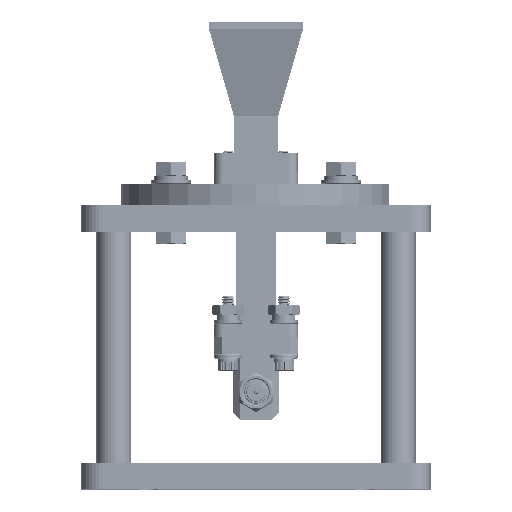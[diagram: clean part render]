
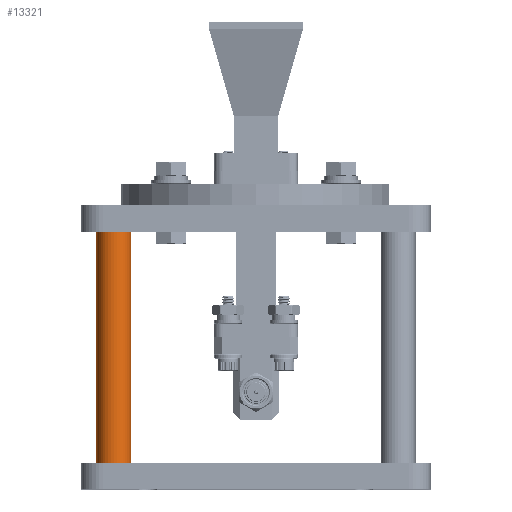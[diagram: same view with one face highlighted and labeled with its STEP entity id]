
A CAD part, top view. The second image highlights one B-rep face of the part: STEP entity #13321.
In plain terms, the highlighted cylindrical face has radius 4 mm (diameter 8 mm), a partial arc.
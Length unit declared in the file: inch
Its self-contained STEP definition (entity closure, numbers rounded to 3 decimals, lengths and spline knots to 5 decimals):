
#81 = CARTESIAN_POINT ( 'NONE',  ( 0.15748, 1.04331, 0. ) ) ;
#193 = VERTEX_POINT ( 'NONE', #81 ) ;
#771 = AXIS2_PLACEMENT_3D ( 'NONE', #11541, #40388, #7981 ) ;
#2245 = CARTESIAN_POINT ( 'NONE',  ( 0.15748, -1.04331, 0. ) ) ;
#4395 = LINE ( 'NONE', #41018, #6021 ) ;
#6021 = VECTOR ( 'NONE', #44777, 39.37008 ) ;
#7022 = EDGE_CURVE ( 'NONE', #15843, #12128, #41359, .T. ) ;
#7586 = CIRCLE ( 'NONE', #12878, 0.15748 ) ;
#7981 = DIRECTION ( 'NONE',  ( 1., 0., 0. ) ) ;
#9146 = EDGE_CURVE ( 'NONE', #193, #15843, #15044, .T. ) ;
#10793 = CARTESIAN_POINT ( 'NONE',  ( 0., 1.04331, 0. ) ) ;
#11314 = CARTESIAN_POINT ( 'NONE',  ( -0.15748, 1.04331, 0. ) ) ;
#11541 = CARTESIAN_POINT ( 'NONE',  ( 0., -1.04331, 0. ) ) ;
#12128 = VERTEX_POINT ( 'NONE', #26458 ) ;
#12620 = EDGE_CURVE ( 'NONE', #13281, #12128, #4395, .T. ) ;
#12878 = AXIS2_PLACEMENT_3D ( 'NONE', #10793, #43407, #31864 ) ;
#13281 = VERTEX_POINT ( 'NONE', #11314 ) ;
#13321 = ADVANCED_FACE ( 'NONE', ( #43923 ), #28835, .T. ) ;
#15044 = LINE ( 'NONE', #44087, #18834 ) ;
#15843 = VERTEX_POINT ( 'NONE', #2245 ) ;
#16417 = ORIENTED_EDGE ( 'NONE', *, *, #12620, .T. ) ;
#16446 = AXIS2_PLACEMENT_3D ( 'NONE', #22628, #32784, #29481 ) ;
#17056 = ORIENTED_EDGE ( 'NONE', *, *, #7022, .F. ) ;
#18834 = VECTOR ( 'NONE', #33242, 39.37008 ) ;
#22628 = CARTESIAN_POINT ( 'NONE',  ( 0., -1.04331, 0. ) ) ;
#24601 = EDGE_CURVE ( 'NONE', #193, #13281, #7586, .T. ) ;
#26458 = CARTESIAN_POINT ( 'NONE',  ( -0.15748, -1.04331, 0. ) ) ;
#28835 = CYLINDRICAL_SURFACE ( 'NONE', #771, 0.15748 ) ;
#29481 = DIRECTION ( 'NONE',  ( 1., 0., 0. ) ) ;
#30618 = ORIENTED_EDGE ( 'NONE', *, *, #9146, .F. ) ;
#31864 = DIRECTION ( 'NONE',  ( 1., 0., 0. ) ) ;
#32784 = DIRECTION ( 'NONE',  ( 0., -1., 0. ) ) ;
#33242 = DIRECTION ( 'NONE',  ( 0., -1., 0. ) ) ;
#38755 = EDGE_LOOP ( 'NONE', ( #42046, #16417, #17056, #30618 ) ) ;
#40388 = DIRECTION ( 'NONE',  ( 0., -1., 0. ) ) ;
#41018 = CARTESIAN_POINT ( 'NONE',  ( -0.15748, -1.04331, 0. ) ) ;
#41359 = CIRCLE ( 'NONE', #16446, 0.15748 ) ;
#42046 = ORIENTED_EDGE ( 'NONE', *, *, #24601, .T. ) ;
#43407 = DIRECTION ( 'NONE',  ( 0., -1., 0. ) ) ;
#43923 = FACE_OUTER_BOUND ( 'NONE', #38755, .T. ) ;
#44087 = CARTESIAN_POINT ( 'NONE',  ( 0.15748, -1.04331, 0. ) ) ;
#44777 = DIRECTION ( 'NONE',  ( 0., -1., 0. ) ) ;
